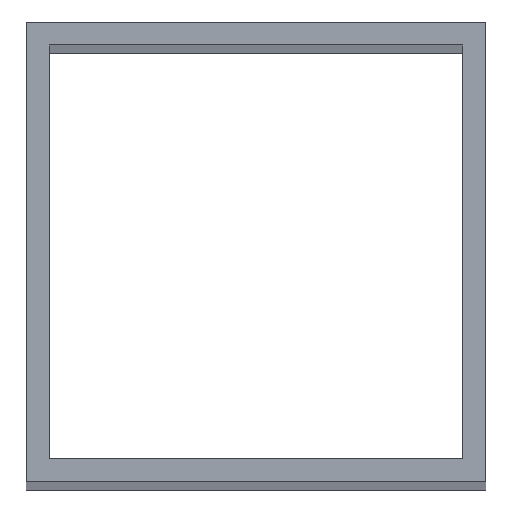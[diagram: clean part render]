
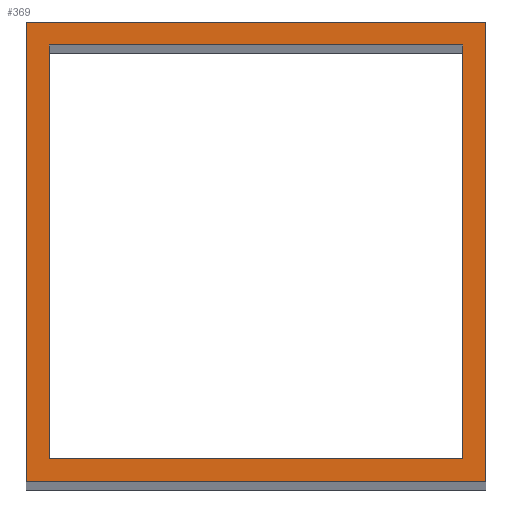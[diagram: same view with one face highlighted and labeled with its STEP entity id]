
A CAD part, top view. The second image highlights one B-rep face of the part: STEP entity #369.
In plain terms, the highlighted planar face has unit normal (0, 0, 1).
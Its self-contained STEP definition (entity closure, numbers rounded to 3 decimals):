
#3 = LINE ( 'NONE', #152, #211 ) ;
#8 = EDGE_CURVE ( 'NONE', #361, #372, #309, .T. ) ;
#9 = CARTESIAN_POINT ( 'NONE',  ( -45., -45., 500. ) ) ;
#19 = LINE ( 'NONE', #303, #203 ) ;
#21 = EDGE_CURVE ( 'NONE', #372, #250, #147, .T. ) ;
#24 = CARTESIAN_POINT ( 'NONE',  ( -50., -50., 500. ) ) ;
#25 = EDGE_CURVE ( 'NONE', #244, #361, #114, .T. ) ;
#43 = EDGE_LOOP ( 'NONE', ( #364, #270, #119, #264 ) ) ;
#60 = ORIENTED_EDGE ( 'NONE', *, *, #8, .T. ) ;
#64 = VERTEX_POINT ( 'NONE', #9 ) ;
#80 = EDGE_CURVE ( 'NONE', #320, #284, #3, .T. ) ;
#82 = CARTESIAN_POINT ( 'NONE',  ( -50., 50., 500. ) ) ;
#87 = DIRECTION ( 'NONE',  ( 0., 0., -1. ) ) ;
#91 = EDGE_CURVE ( 'NONE', #250, #244, #159, .T. ) ;
#101 = CARTESIAN_POINT ( 'NONE',  ( 50., -50., 500. ) ) ;
#107 = VECTOR ( 'NONE', #360, 1000. ) ;
#110 = CARTESIAN_POINT ( 'NONE',  ( 45., 45., 500. ) ) ;
#114 = LINE ( 'NONE', #101, #331 ) ;
#116 = CARTESIAN_POINT ( 'NONE',  ( 50., 50., 500. ) ) ;
#119 = ORIENTED_EDGE ( 'NONE', *, *, #148, .F. ) ;
#130 = CARTESIAN_POINT ( 'NONE',  ( -50., 50., 500. ) ) ;
#132 = CARTESIAN_POINT ( 'NONE',  ( -50., -50., 500. ) ) ;
#137 = DIRECTION ( 'NONE',  ( 1., 0., 0. ) ) ;
#145 = PLANE ( 'NONE',  #319 ) ;
#147 = LINE ( 'NONE', #351, #341 ) ;
#148 = EDGE_CURVE ( 'NONE', #151, #320, #196, .T. ) ;
#151 = VERTEX_POINT ( 'NONE', #166 ) ;
#152 = CARTESIAN_POINT ( 'NONE',  ( -45., 45., 500. ) ) ;
#156 = DIRECTION ( 'NONE',  ( 0., 1., 0. ) ) ;
#159 = LINE ( 'NONE', #132, #357 ) ;
#166 = CARTESIAN_POINT ( 'NONE',  ( 45., -45., 500. ) ) ;
#167 = DIRECTION ( 'NONE',  ( -1., 0., 0. ) ) ;
#174 = FACE_BOUND ( 'NONE', #43, .T. ) ;
#175 = ORIENTED_EDGE ( 'NONE', *, *, #91, .T. ) ;
#181 = LINE ( 'NONE', #306, #212 ) ;
#186 = EDGE_CURVE ( 'NONE', #284, #64, #19, .T. ) ;
#190 = FACE_OUTER_BOUND ( 'NONE', #352, .T. ) ;
#195 = CARTESIAN_POINT ( 'NONE',  ( 45., -45., 500. ) ) ;
#196 = LINE ( 'NONE', #195, #107 ) ;
#203 = VECTOR ( 'NONE', #283, 1000. ) ;
#205 = EDGE_CURVE ( 'NONE', #64, #151, #181, .T. ) ;
#211 = VECTOR ( 'NONE', #302, 1000. ) ;
#212 = VECTOR ( 'NONE', #137, 1000. ) ;
#227 = CARTESIAN_POINT ( 'NONE',  ( 0., 0., 500. ) ) ;
#232 = VECTOR ( 'NONE', #247, 1000. ) ;
#239 = ORIENTED_EDGE ( 'NONE', *, *, #25, .T. ) ;
#244 = VERTEX_POINT ( 'NONE', #336 ) ;
#247 = DIRECTION ( 'NONE',  ( -1., 0., 0. ) ) ;
#250 = VERTEX_POINT ( 'NONE', #24 ) ;
#264 = ORIENTED_EDGE ( 'NONE', *, *, #205, .F. ) ;
#270 = ORIENTED_EDGE ( 'NONE', *, *, #80, .F. ) ;
#271 = DIRECTION ( 'NONE',  ( 1., 0., 0. ) ) ;
#283 = DIRECTION ( 'NONE',  ( 0., -1., 0. ) ) ;
#284 = VERTEX_POINT ( 'NONE', #356 ) ;
#302 = DIRECTION ( 'NONE',  ( -1., 0., 0. ) ) ;
#303 = CARTESIAN_POINT ( 'NONE',  ( -45., -45., 500. ) ) ;
#306 = CARTESIAN_POINT ( 'NONE',  ( -45., -45., 500. ) ) ;
#309 = LINE ( 'NONE', #130, #232 ) ;
#319 = AXIS2_PLACEMENT_3D ( 'NONE', #227, #87, #167 ) ;
#320 = VERTEX_POINT ( 'NONE', #110 ) ;
#329 = DIRECTION ( 'NONE',  ( 0., -1., 0. ) ) ;
#331 = VECTOR ( 'NONE', #156, 1000. ) ;
#336 = CARTESIAN_POINT ( 'NONE',  ( 50., -50., 500. ) ) ;
#341 = VECTOR ( 'NONE', #329, 1000. ) ;
#351 = CARTESIAN_POINT ( 'NONE',  ( -50., -50., 500. ) ) ;
#352 = EDGE_LOOP ( 'NONE', ( #353, #175, #239, #60 ) ) ;
#353 = ORIENTED_EDGE ( 'NONE', *, *, #21, .T. ) ;
#356 = CARTESIAN_POINT ( 'NONE',  ( -45., 45., 500. ) ) ;
#357 = VECTOR ( 'NONE', #271, 1000. ) ;
#360 = DIRECTION ( 'NONE',  ( 0., 1., 0. ) ) ;
#361 = VERTEX_POINT ( 'NONE', #116 ) ;
#364 = ORIENTED_EDGE ( 'NONE', *, *, #186, .F. ) ;
#369 = ADVANCED_FACE ( 'NONE', ( #190, #174 ), #145, .F. ) ;
#372 = VERTEX_POINT ( 'NONE', #82 ) ;
